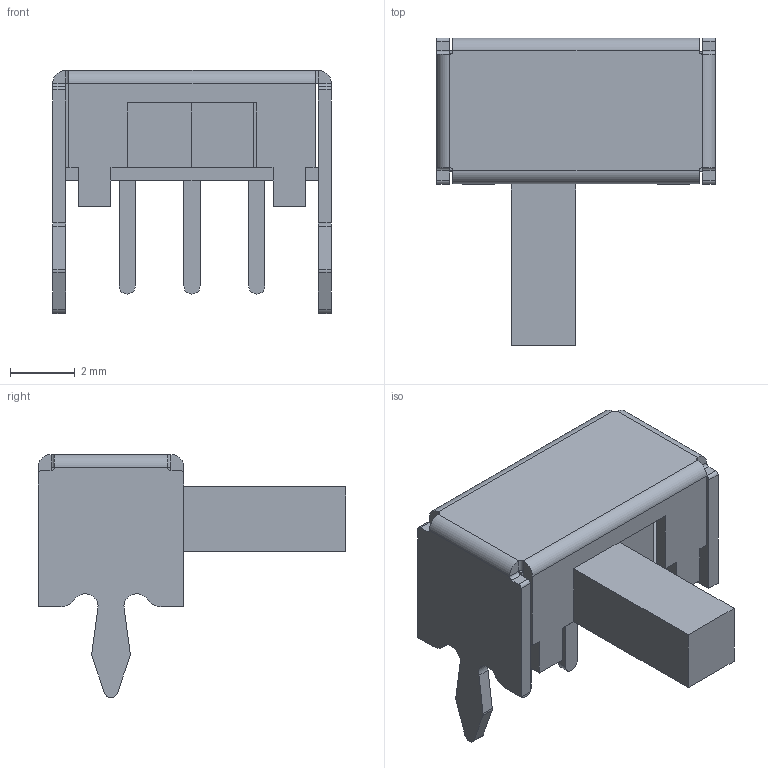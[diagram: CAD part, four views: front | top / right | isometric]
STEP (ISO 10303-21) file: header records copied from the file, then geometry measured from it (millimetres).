
FILE_DESCRIPTION(/* description */ (''),/* implementation_level */ '2;1');
FILE_NAME(/* name */ 'XKB_SK-12D07-L5-B.step',/* time_stamp */ '2021-12-09T12:32:11+08:00',/* author */ (''),/* organization */ (''),/* preprocessor_version */ 'ST-DEVELOPER v18.1',/* originating_system */ 'Autodesk Translation Framework v10.10.0.1391',/* authorisation */ '');
FILE_SCHEMA (('AUTOMOTIVE_DESIGN { 1 0 10303 214 3 1 1 }'));
Length unit declared in the file: millimetre
Products named in the file (5): SK-12D07-L5-B; Cover; Keystake; Base; Terminal
Assembly tree (4 placements, depth 2):
  SK-12D07-L5-B
    Cover
    Keystake
    Base
    Terminal
Bounding box: 8.6 x 9.5 x 7.5 mm (x, y, z)
Volume: 136 mm3; surface area: 482.2 mm2
Topology: 6 solids, 6 shells, 136 faces, 348 edges, 224 vertices
Faces by surface type: plane 101, cylinder 35
Entity records: 4265 total; most frequent: CARTESIAN_POINT 718, DIRECTION 710, ORIENTED_EDGE 696, EDGE_CURVE 348, LINE 278, VECTOR 278, VERTEX_POINT 224, AXIS2_PLACEMENT_3D 216
